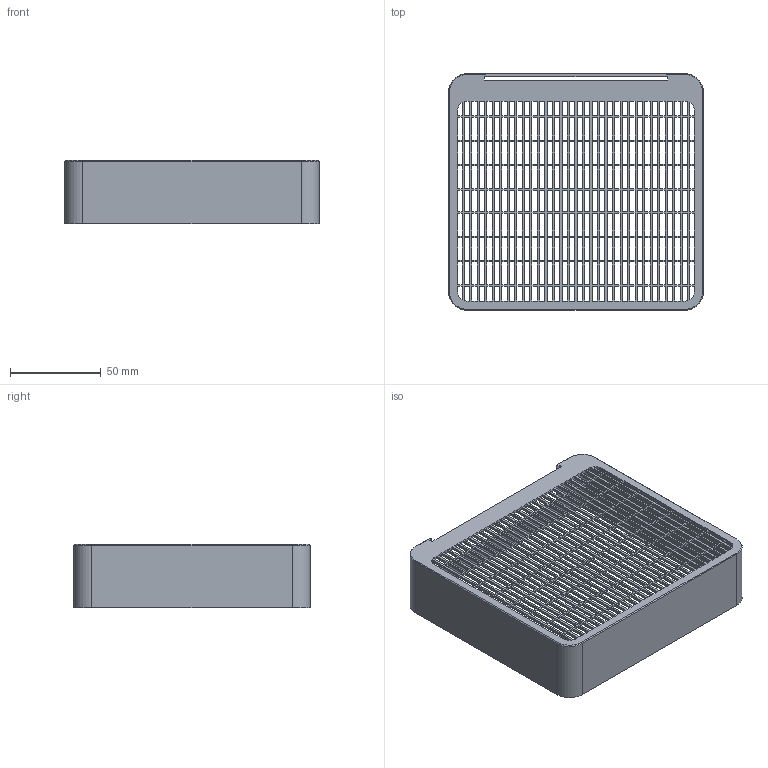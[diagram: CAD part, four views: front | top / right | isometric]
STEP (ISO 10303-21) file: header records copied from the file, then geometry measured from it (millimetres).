
FILE_DESCRIPTION(('FreeCAD Model'),'2;1');
FILE_NAME('Open CASCADE Shape Model','2023-11-25T15:45:53',(''),(''), 'Open CASCADE STEP processor 7.6','FreeCAD','Unknown');
FILE_SCHEMA(('AUTOMOTIVE_DESIGN { 1 0 10303 214 1 1 1 1 }'));
Products named in the file (1): OuterCage
Bounding box: 140 x 130 x 35 mm (x, y, z)
Volume: 34549.2 mm3; surface area: 59501.3 mm2
Topology: 1 solids, 1 shells, 964 faces, 3639 edges, 2426 vertices
Faces by surface type: plane 944, cylinder 16, cone 4
Entity records: 86120 total; most frequent: CARTESIAN_POINT 14404, DIRECTION 12875, LINE 10833, VECTOR 10833, ORIENTED_EDGE 7278, PCURVE 7278, DEFINITIONAL_REPRESENTATION 7278, EDGE_CURVE 3639
